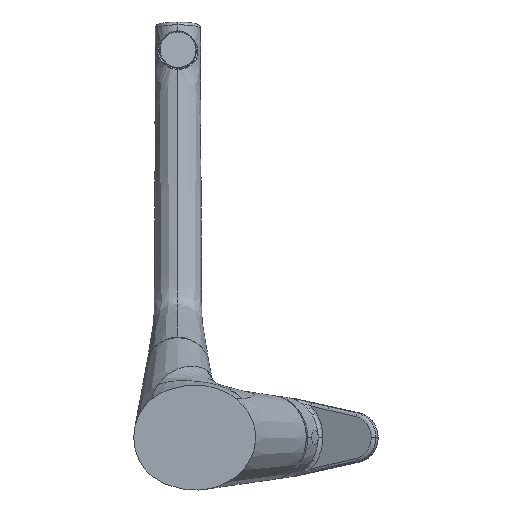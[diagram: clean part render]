
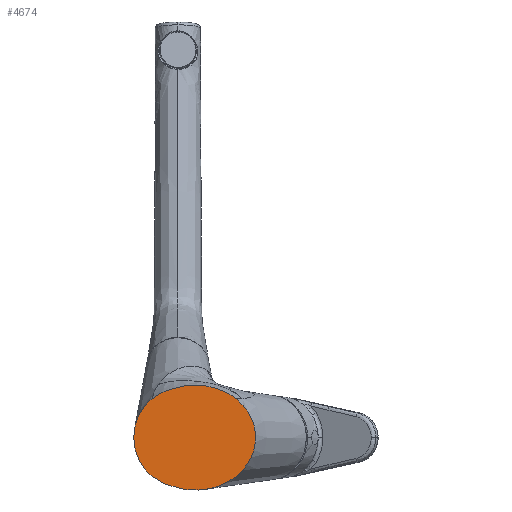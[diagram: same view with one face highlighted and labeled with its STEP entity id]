
A CAD part, front view. The second image highlights one B-rep face of the part: STEP entity #4674.
In plain terms, the highlighted planar face has unit normal (0, -1, 0).
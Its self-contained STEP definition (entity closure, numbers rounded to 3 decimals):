
#137 = B_SPLINE_CURVE_WITH_KNOTS ( 'NONE', 3,
 ( #7904, #3823, #4549, #278, #5248, #1003, #5912, #1725, #6617, #2459, #7293, #3178, #7932, #3852, #8554, #4582, #308, #5277, #1146, #6060, #1871, #6754, #2605, #7424, #3310, #8056, #3990, #8676, #4727, #452, #5416, #1172 ),
 .UNSPECIFIED., .F., .F.,
 ( 4, 2, 2, 2, 2, 2, 2, 2, 2, 2, 2, 2, 2, 2, 2, 4 ),
 ( 0., 0.003, 0.006, 0.01, 0.013, 0.016, 0.019, 0.026, 0.027, 0.029, 0.032, 0.038, 0.042, 0.043, 0.045, 0.051 ),
 .UNSPECIFIED. ) ;
#228 = CARTESIAN_POINT ( 'NONE',  ( -7.957, -0.278, -26.513 ) ) ;
#278 = CARTESIAN_POINT ( 'NONE',  ( -11.191, -0.278, 24.617 ) ) ;
#284 = B_SPLINE_CURVE_WITH_KNOTS ( 'NONE', 3,
 ( #6545, #7835, #7218, #3101, #7862, #3780, #8482, #4499, #228, #5202, #956, #5870, #1675, #6574, #2414, #7250 ),
 .UNSPECIFIED., .F., .F.,
 ( 4, 2, 2, 2, 2, 2, 2, 4 ),
 ( 0., 0.005, 0.007, 0.01, 0.012, 0.014, 0.017, 0.019 ),
 .UNSPECIFIED. ) ;
#308 = CARTESIAN_POINT ( 'NONE',  ( 10.446, -0.278, 30.074 ) ) ;
#452 = CARTESIAN_POINT ( 'NONE',  ( 29.889, -0.278, 24.678 ) ) ;
#956 = CARTESIAN_POINT ( 'NONE',  ( -10.101, -0.278, -25.463 ) ) ;
#1003 = CARTESIAN_POINT ( 'NONE',  ( -8.364, -0.278, 26.113 ) ) ;
#1138 = EDGE_LOOP ( 'NONE', ( #8695, #8710, #8511, #2516 ) ) ;
#1146 = CARTESIAN_POINT ( 'NONE',  ( 12.069, -0.278, 30.023 ) ) ;
#1172 = CARTESIAN_POINT ( 'NONE',  ( 33.397, -0.278, 22.147 ) ) ;
#1298 = EDGE_CURVE ( 'NONE', #7150, #6717, #6896, .T. ) ;
#1488 = EDGE_CURVE ( 'NONE', #6506, #7160, #5974, .T. ) ;
#1675 = CARTESIAN_POINT ( 'NONE',  ( -12.146, -0.278, -24.247 ) ) ;
#1725 = CARTESIAN_POINT ( 'NONE',  ( -5.36, -0.278, 27.246 ) ) ;
#1871 = CARTESIAN_POINT ( 'NONE',  ( 14.744, -0.278, 29.803 ) ) ;
#2414 = CARTESIAN_POINT ( 'NONE',  ( -14.118, -0.278, -22.914 ) ) ;
#2459 = CARTESIAN_POINT ( 'NONE',  ( -2.265, -0.278, 28.19 ) ) ;
#2516 = ORIENTED_EDGE ( 'NONE', *, *, #1298, .F. ) ;
#2605 = CARTESIAN_POINT ( 'NONE',  ( 19.985, -0.278, 28.855 ) ) ;
#3101 = CARTESIAN_POINT ( 'NONE',  ( -2.702, -0.278, -28.29 ) ) ;
#3178 = CARTESIAN_POINT ( 'NONE',  ( 0.86, -0.278, 29.016 ) ) ;
#3310 = CARTESIAN_POINT ( 'NONE',  ( 24.05, -0.278, 27.496 ) ) ;
#3618 = DIRECTION ( 'NONE',  ( 0., 1., 0. ) ) ;
#3681 = CARTESIAN_POINT ( 'NONE',  ( 0., -0.278, -0.113 ) ) ;
#3780 = CARTESIAN_POINT ( 'NONE',  ( -4.976, -0.278, -27.586 ) ) ;
#3823 = CARTESIAN_POINT ( 'NONE',  ( -13.892, -0.278, 22.86 ) ) ;
#3852 = CARTESIAN_POINT ( 'NONE',  ( 5.07, -0.278, 29.823 ) ) ;
#3990 = CARTESIAN_POINT ( 'NONE',  ( 26.045, -0.278, 26.645 ) ) ;
#4105 = CARTESIAN_POINT ( 'NONE',  ( 33.397, -0.278, 22.147 ) ) ;
#4214 = AXIS2_PLACEMENT_3D ( 'NONE', #3681, #3618, #5101 ) ;
#4300 = CARTESIAN_POINT ( 'NONE',  ( -14.754, -0.278, 22.195 ) ) ;
#4389 = PLANE ( 'NONE',  #4214 ) ;
#4499 = CARTESIAN_POINT ( 'NONE',  ( -7.221, -0.278, -26.805 ) ) ;
#4549 = CARTESIAN_POINT ( 'NONE',  ( -13.001, -0.278, 23.466 ) ) ;
#4582 = CARTESIAN_POINT ( 'NONE',  ( 9.904, -0.278, 30.076 ) ) ;
#4674 = ADVANCED_FACE ( 'NONE', ( #7335 ), #4389, .F. ) ;
#4727 = CARTESIAN_POINT ( 'NONE',  ( 27.506, -0.278, 25.94 ) ) ;
#5101 = DIRECTION ( 'NONE',  ( 0., 0., 1. ) ) ;
#5202 = CARTESIAN_POINT ( 'NONE',  ( -9.398, -0.278, -25.84 ) ) ;
#5248 = CARTESIAN_POINT ( 'NONE',  ( -10.271, -0.278, 25.163 ) ) ;
#5271 = CARTESIAN_POINT ( 'NONE',  ( 2.687, -0.277, -29.617 ) ) ;
#5277 = CARTESIAN_POINT ( 'NONE',  ( 11.529, -0.278, 30.048 ) ) ;
#5416 = CARTESIAN_POINT ( 'NONE',  ( 31.697, -0.278, 23.504 ) ) ;
#5747 = CARTESIAN_POINT ( 'NONE',  ( 2.687, -0.277, -29.617 ) ) ;
#5760 = CARTESIAN_POINT ( 'NONE',  ( 33.397, -0.278, 22.147 ) ) ;
#5773 = CARTESIAN_POINT ( 'NONE',  ( 65.778, -0.278, -3.706 ) ) ;
#5830 = CARTESIAN_POINT ( 'NONE',  ( 45.608, -0.278, -37.704 ) ) ;
#5870 = CARTESIAN_POINT ( 'NONE',  ( -11.474, -0.278, -24.667 ) ) ;
#5879 = CARTESIAN_POINT ( 'NONE',  ( -14.754, -0.278, 22.195 ) ) ;
#5887 = CARTESIAN_POINT ( 'NONE',  ( -14.749, -0.277, -22.428 ) ) ;
#5906 = CARTESIAN_POINT ( 'NONE',  ( -30.302, -0.278, -10.437 ) ) ;
#5912 = CARTESIAN_POINT ( 'NONE',  ( -7.375, -0.278, 26.518 ) ) ;
#5920 = CARTESIAN_POINT ( 'NONE',  ( -30.303, -0.278, 10.2 ) ) ;
#5974 =( BOUNDED_CURVE ( )  B_SPLINE_CURVE ( 3, ( #5760, #5773, #5830, #5747 ),
 .UNSPECIFIED., .F., .F. ) 
 B_SPLINE_CURVE_WITH_KNOTS ( ( 4, 4 ),
 ( 2.312, 4.925 ),
 .UNSPECIFIED. ) 
 CURVE ( )  GEOMETRIC_REPRESENTATION_ITEM ( )  RATIONAL_B_SPLINE_CURVE ( ( 1., 0.508, 0.508, 1. ) ) 
 REPRESENTATION_ITEM ( '' )  );
#6009 = EDGE_CURVE ( 'NONE', #6717, #6506, #137, .T. ) ;
#6060 = CARTESIAN_POINT ( 'NONE',  ( 13.679, -0.278, 29.917 ) ) ;
#6506 = VERTEX_POINT ( 'NONE', #4105 ) ;
#6545 = CARTESIAN_POINT ( 'NONE',  ( 2.687, -0.277, -29.617 ) ) ;
#6574 = CARTESIAN_POINT ( 'NONE',  ( -13.469, -0.278, -23.371 ) ) ;
#6584 = CARTESIAN_POINT ( 'NONE',  ( -14.749, -0.277, -22.428 ) ) ;
#6617 = CARTESIAN_POINT ( 'NONE',  ( -4.333, -0.278, 27.57 ) ) ;
#6717 = VERTEX_POINT ( 'NONE', #4300 ) ;
#6754 = CARTESIAN_POINT ( 'NONE',  ( 17.91, -0.278, 29.336 ) ) ;
#6896 =( BOUNDED_CURVE ( )  B_SPLINE_CURVE ( 3, ( #5887, #5906, #5920, #5879 ),
 .UNSPECIFIED., .F., .T. ) 
 B_SPLINE_CURVE_WITH_KNOTS ( ( 4, 4 ),
 ( 0.62, 2.521 ),
 .UNSPECIFIED. ) 
 CURVE ( )  GEOMETRIC_REPRESENTATION_ITEM ( )  RATIONAL_B_SPLINE_CURVE ( ( 1., 0.721, 0.721, 1. ) ) 
 REPRESENTATION_ITEM ( '' )  );
#7150 = VERTEX_POINT ( 'NONE', #6584 ) ;
#7160 = VERTEX_POINT ( 'NONE', #5271 ) ;
#7218 = CARTESIAN_POINT ( 'NONE',  ( -0.413, -0.278, -28.938 ) ) ;
#7250 = CARTESIAN_POINT ( 'NONE',  ( -14.749, -0.277, -22.428 ) ) ;
#7293 = CARTESIAN_POINT ( 'NONE',  ( -1.226, -0.278, 28.487 ) ) ;
#7335 = FACE_OUTER_BOUND ( 'NONE', #1138, .T. ) ;
#7424 = CARTESIAN_POINT ( 'NONE',  ( 23.041, -0.278, 27.869 ) ) ;
#7835 = CARTESIAN_POINT ( 'NONE',  ( 1.125, -0.278, -29.322 ) ) ;
#7862 = CARTESIAN_POINT ( 'NONE',  ( -3.463, -0.278, -28.062 ) ) ;
#7904 = CARTESIAN_POINT ( 'NONE',  ( -14.754, -0.278, 22.195 ) ) ;
#7932 = CARTESIAN_POINT ( 'NONE',  ( 1.908, -0.278, 29.25 ) ) ;
#8056 = CARTESIAN_POINT ( 'NONE',  ( 25.549, -0.278, 26.866 ) ) ;
#8482 = CARTESIAN_POINT ( 'NONE',  ( -5.729, -0.278, -27.339 ) ) ;
#8511 = ORIENTED_EDGE ( 'NONE', *, *, #6009, .F. ) ;
#8554 = CARTESIAN_POINT ( 'NONE',  ( 7.204, -0.278, 30.032 ) ) ;
#8676 = CARTESIAN_POINT ( 'NONE',  ( 27.024, -0.278, 26.182 ) ) ;
#8677 = EDGE_CURVE ( 'NONE', #7160, #7150, #284, .T. ) ;
#8695 = ORIENTED_EDGE ( 'NONE', *, *, #8677, .F. ) ;
#8710 = ORIENTED_EDGE ( 'NONE', *, *, #1488, .F. ) ;
